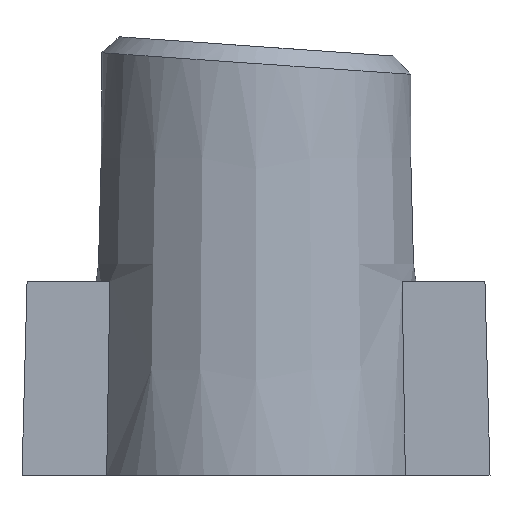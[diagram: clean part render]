
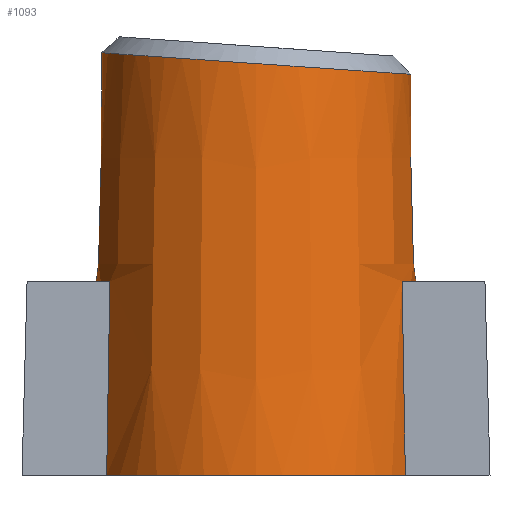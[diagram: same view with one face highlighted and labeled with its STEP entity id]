
A CAD part, left-side view. The second image highlights one B-rep face of the part: STEP entity #1093.
In plain terms, the highlighted conical face has half-angle 1.5 degrees and reference radius 2.25 mm.
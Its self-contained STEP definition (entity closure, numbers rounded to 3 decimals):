
#19=B_SPLINE_CURVE_WITH_KNOTS('',3,(#2099,#2100,#2101,#2102,#2103,#2104,
#2105,#2106,#2107),.UNSPECIFIED.,.F.,.F.,(4,1,1,1,1,1,4),(-3.142,
-2.244,-1.346,-0.449,0.449,
1.346,1.577),.UNSPECIFIED.);
#20=B_SPLINE_CURVE_WITH_KNOTS('',3,(#2108,#2109,#2110,#2111,#2112),
 .UNSPECIFIED.,.F.,.F.,(4,1,4),(1.577,2.244,3.142),
 .UNSPECIFIED.);
#128=LINE('',#2115,#215);
#215=VECTOR('',#1461,2.25);
#324=FACE_OUTER_BOUND('',#390,.T.);
#390=EDGE_LOOP('',(#902,#903,#904,#905,#906,#907,#908,#909,#910,#911,#912,
#913,#914));
#443=CIRCLE('',#1214,2.413);
#444=CIRCLE('',#1215,2.339);
#445=CIRCLE('',#1216,2.413);
#446=CIRCLE('',#1217,2.339);
#447=CIRCLE('',#1218,2.413);
#456=(
BOUNDED_CURVE()
B_SPLINE_CURVE(2,(#2119,#2120,#2121),.UNSPECIFIED.,.F.,.F.)
B_SPLINE_CURVE_WITH_KNOTS((3,3),(10261.625,10267.192),
 .UNSPECIFIED.)
CURVE()
GEOMETRIC_REPRESENTATION_ITEM()
RATIONAL_B_SPLINE_CURVE((1.,1.,1.))
REPRESENTATION_ITEM('')
);
#457=(
BOUNDED_CURVE()
B_SPLINE_CURVE(2,(#2125,#2126,#2127),.UNSPECIFIED.,.F.,.F.)
B_SPLINE_CURVE_WITH_KNOTS((3,3),(9753.41,9758.977),
 .UNSPECIFIED.)
CURVE()
GEOMETRIC_REPRESENTATION_ITEM()
RATIONAL_B_SPLINE_CURVE((1.,1.,1.))
REPRESENTATION_ITEM('')
);
#458=(
BOUNDED_CURVE()
B_SPLINE_CURVE(2,(#2131,#2132,#2133),.UNSPECIFIED.,.F.,.F.)
B_SPLINE_CURVE_WITH_KNOTS((3,3),(10261.625,10267.192),
 .UNSPECIFIED.)
CURVE()
GEOMETRIC_REPRESENTATION_ITEM()
RATIONAL_B_SPLINE_CURVE((1.,1.,1.))
REPRESENTATION_ITEM('')
);
#459=(
BOUNDED_CURVE()
B_SPLINE_CURVE(2,(#2137,#2138,#2139),.UNSPECIFIED.,.F.,.F.)
B_SPLINE_CURVE_WITH_KNOTS((3,3),(9753.41,9758.977),
 .UNSPECIFIED.)
CURVE()
GEOMETRIC_REPRESENTATION_ITEM()
RATIONAL_B_SPLINE_CURVE((1.,1.,1.))
REPRESENTATION_ITEM('')
);
#532=VERTEX_POINT('',#2096);
#533=VERTEX_POINT('',#2098);
#534=VERTEX_POINT('',#2114);
#535=VERTEX_POINT('',#2116);
#536=VERTEX_POINT('',#2118);
#537=VERTEX_POINT('',#2122);
#538=VERTEX_POINT('',#2124);
#539=VERTEX_POINT('',#2128);
#540=VERTEX_POINT('',#2130);
#541=VERTEX_POINT('',#2134);
#542=VERTEX_POINT('',#2136);
#670=EDGE_CURVE('',#532,#533,#19,.T.);
#671=EDGE_CURVE('',#533,#532,#20,.T.);
#672=EDGE_CURVE('',#533,#534,#128,.T.);
#673=EDGE_CURVE('',#534,#535,#443,.F.);
#674=EDGE_CURVE('',#535,#536,#456,.F.);
#675=EDGE_CURVE('',#536,#537,#444,.T.);
#676=EDGE_CURVE('',#537,#538,#457,.F.);
#677=EDGE_CURVE('',#538,#539,#445,.F.);
#678=EDGE_CURVE('',#539,#540,#458,.F.);
#679=EDGE_CURVE('',#540,#541,#446,.T.);
#680=EDGE_CURVE('',#541,#542,#459,.F.);
#681=EDGE_CURVE('',#542,#534,#447,.F.);
#902=ORIENTED_EDGE('',*,*,#670,.F.);
#903=ORIENTED_EDGE('',*,*,#671,.F.);
#904=ORIENTED_EDGE('',*,*,#672,.T.);
#905=ORIENTED_EDGE('',*,*,#673,.T.);
#906=ORIENTED_EDGE('',*,*,#674,.T.);
#907=ORIENTED_EDGE('',*,*,#675,.T.);
#908=ORIENTED_EDGE('',*,*,#676,.T.);
#909=ORIENTED_EDGE('',*,*,#677,.T.);
#910=ORIENTED_EDGE('',*,*,#678,.T.);
#911=ORIENTED_EDGE('',*,*,#679,.T.);
#912=ORIENTED_EDGE('',*,*,#680,.T.);
#913=ORIENTED_EDGE('',*,*,#681,.T.);
#914=ORIENTED_EDGE('',*,*,#672,.F.);
#1052=CONICAL_SURFACE('',#1213,2.25,0.026);
#1093=ADVANCED_FACE('',(#324),#1052,.T.);
#1213=AXIS2_PLACEMENT_3D('',#2113,#1459,#1460);
#1214=AXIS2_PLACEMENT_3D('',#2117,#1462,#1463);
#1215=AXIS2_PLACEMENT_3D('',#2123,#1464,#1465);
#1216=AXIS2_PLACEMENT_3D('',#2129,#1466,#1467);
#1217=AXIS2_PLACEMENT_3D('',#2135,#1468,#1469);
#1218=AXIS2_PLACEMENT_3D('',#2140,#1470,#1471);
#1459=DIRECTION('center_axis',(0.,0.,-1.));
#1460=DIRECTION('ref_axis',(1.,0.,0.));
#1461=DIRECTION('',(-0.026,0.,-1.));
#1462=DIRECTION('center_axis',(0.,0.,-1.));
#1463=DIRECTION('ref_axis',(1.,0.,0.));
#1464=DIRECTION('center_axis',(0.,0.,1.));
#1465=DIRECTION('ref_axis',(1.,0.,0.));
#1466=DIRECTION('center_axis',(0.,0.,-1.));
#1467=DIRECTION('ref_axis',(1.,0.,0.));
#1468=DIRECTION('center_axis',(0.,0.,1.));
#1469=DIRECTION('ref_axis',(1.,0.,0.));
#1470=DIRECTION('center_axis',(0.,0.,-1.));
#1471=DIRECTION('ref_axis',(1.,0.,0.));
#2096=CARTESIAN_POINT('',(4.438,-4.717,8.613));
#2098=CARTESIAN_POINT('',(2.181,-2.455,8.77));
#2099=CARTESIAN_POINT('Ctrl Pts',(4.438,-4.717,8.613));
#2100=CARTESIAN_POINT('Ctrl Pts',(5.118,-4.717,8.613));
#2101=CARTESIAN_POINT('Ctrl Pts',(6.471,-4.06,8.659));
#2102=CARTESIAN_POINT('Ctrl Pts',(6.948,-1.865,8.811));
#2103=CARTESIAN_POINT('Ctrl Pts',(5.546,-0.133,8.933));
#2104=CARTESIAN_POINT('Ctrl Pts',(3.33,-0.137,8.933));
#2105=CARTESIAN_POINT('Ctrl Pts',(2.272,-1.435,8.842));
#2106=CARTESIAN_POINT('Ctrl Pts',(2.18,-2.282,8.782));
#2107=CARTESIAN_POINT('Ctrl Pts',(2.181,-2.455,8.77));
#2108=CARTESIAN_POINT('Ctrl Pts',(2.181,-2.455,8.77));
#2109=CARTESIAN_POINT('Ctrl Pts',(2.184,-2.958,8.735));
#2110=CARTESIAN_POINT('Ctrl Pts',(2.58,-4.144,8.653));
#2111=CARTESIAN_POINT('Ctrl Pts',(3.757,-4.717,8.613));
#2112=CARTESIAN_POINT('Ctrl Pts',(4.438,-4.717,8.613));
#2113=CARTESIAN_POINT('Origin',(4.438,-2.457,9.));
#2114=CARTESIAN_POINT('',(2.024,-2.457,2.767));
#2115=CARTESIAN_POINT('',(2.188,-2.457,9.));
#2116=CARTESIAN_POINT('',(3.399,-4.635,2.767));
#2117=CARTESIAN_POINT('Origin',(4.438,-2.457,2.767));
#2118=CARTESIAN_POINT('',(3.473,-4.588,5.592));
#2119=CARTESIAN_POINT('Ctrl Pts',(3.473,-4.588,5.592));
#2120=CARTESIAN_POINT('Ctrl Pts',(3.437,-4.612,4.195));
#2121=CARTESIAN_POINT('Ctrl Pts',(3.399,-4.635,2.767));
#2122=CARTESIAN_POINT('',(5.402,-4.588,5.592));
#2123=CARTESIAN_POINT('Origin',(4.438,-2.457,5.592));
#2124=CARTESIAN_POINT('',(5.476,-4.635,2.767));
#2125=CARTESIAN_POINT('Ctrl Pts',(5.476,-4.635,2.767));
#2126=CARTESIAN_POINT('Ctrl Pts',(5.438,-4.612,4.195));
#2127=CARTESIAN_POINT('Ctrl Pts',(5.402,-4.588,5.592));
#2128=CARTESIAN_POINT('',(5.476,-0.279,2.767));
#2129=CARTESIAN_POINT('Origin',(4.438,-2.457,2.767));
#2130=CARTESIAN_POINT('',(5.402,-0.326,5.592));
#2131=CARTESIAN_POINT('Ctrl Pts',(5.402,-0.326,5.592));
#2132=CARTESIAN_POINT('Ctrl Pts',(5.438,-0.302,4.195));
#2133=CARTESIAN_POINT('Ctrl Pts',(5.476,-0.279,2.767));
#2134=CARTESIAN_POINT('',(3.473,-0.326,5.592));
#2135=CARTESIAN_POINT('Origin',(4.438,-2.457,5.592));
#2136=CARTESIAN_POINT('',(3.399,-0.279,2.767));
#2137=CARTESIAN_POINT('Ctrl Pts',(3.399,-0.279,2.767));
#2138=CARTESIAN_POINT('Ctrl Pts',(3.437,-0.302,4.195));
#2139=CARTESIAN_POINT('Ctrl Pts',(3.473,-0.326,5.592));
#2140=CARTESIAN_POINT('Origin',(4.438,-2.457,2.767));
